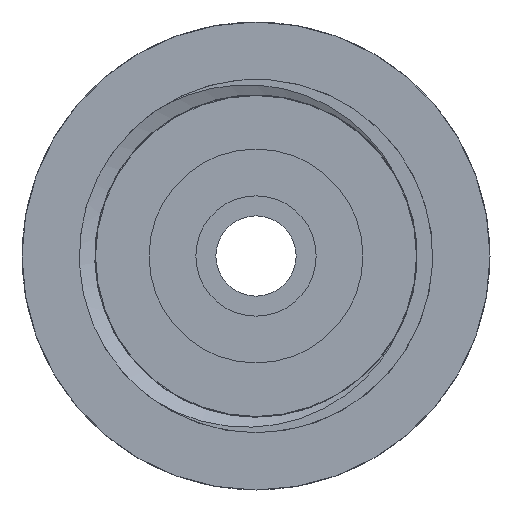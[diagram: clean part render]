
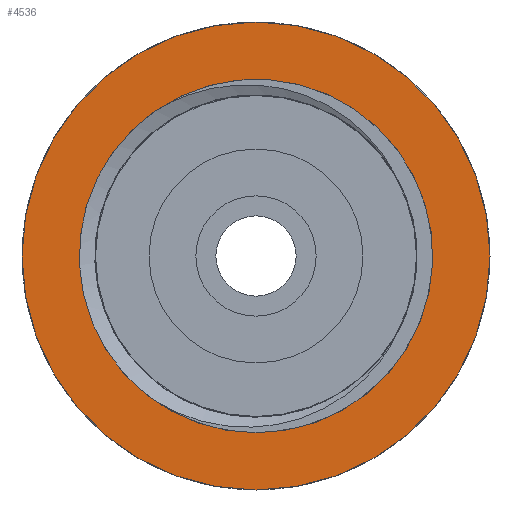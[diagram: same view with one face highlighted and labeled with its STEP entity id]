
A CAD part, front view. The second image highlights one B-rep face of the part: STEP entity #4536.
In plain terms, the highlighted planar face has unit normal (0, -1, 0).
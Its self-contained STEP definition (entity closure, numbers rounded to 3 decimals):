
#3816=PLANE('',#15210);
#4536=ADVANCED_FACE('',(#5467,#5468),#3816,.T.);
#5467=FACE_BOUND('',#5606,.T.);
#5468=FACE_BOUND('',#5607,.T.);
#5606=EDGE_LOOP('',(#7217));
#5607=EDGE_LOOP('',(#7218));
#7217=ORIENTED_EDGE('',*,*,#13263,.T.);
#7218=ORIENTED_EDGE('',*,*,#13258,.T.);
#11704=VERTEX_POINT('',#23318);
#11705=VERTEX_POINT('',#23832);
#13258=EDGE_CURVE('',#11704,#11704,#14937,.T.);
#13263=EDGE_CURVE('',#11705,#11705,#14938,.T.);
#14937=CIRCLE('',#15205,17.5);
#14938=CIRCLE('',#15208,13.221);
#15205=AXIS2_PLACEMENT_3D('',#23317,#16464,#16465);
#15208=AXIS2_PLACEMENT_3D('',#23831,#16470,#16471);
#15210=AXIS2_PLACEMENT_3D('',#24658,#16474,#16475);
#16464=DIRECTION('',(0.,-1.,0.));
#16465=DIRECTION('',(0.,0.,-1.));
#16470=DIRECTION('',(0.,1.,0.));
#16471=DIRECTION('',(0.,0.,-1.));
#16474=DIRECTION('',(0.,-1.,0.));
#16475=DIRECTION('',(0.,0.,-1.));
#23317=CARTESIAN_POINT('',(-275.965,-51.66,79.));
#23318=CARTESIAN_POINT('',(-275.965,-51.66,61.5));
#23831=CARTESIAN_POINT('',(-275.965,-51.66,79.));
#23832=CARTESIAN_POINT('',(-275.965,-51.66,65.78));
#24658=CARTESIAN_POINT('',(-275.965,-51.66,65.779));
